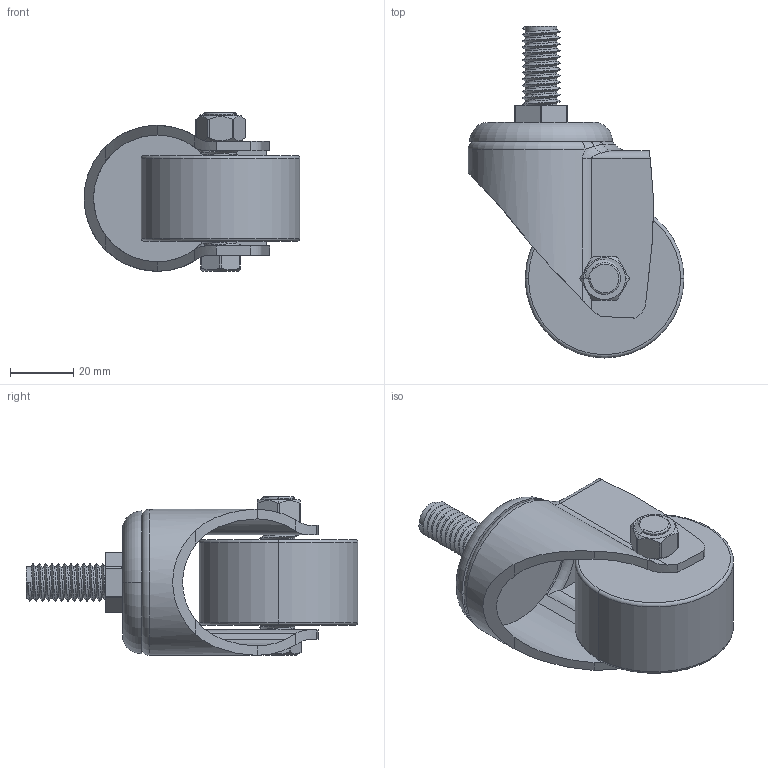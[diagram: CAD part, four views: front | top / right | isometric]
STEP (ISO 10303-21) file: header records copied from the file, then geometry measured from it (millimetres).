
FILE_DESCRIPTION((''),'2;1');
FILE_NAME('2CUN-DZX-LG_ASM','2021-03-25T',('MAYANYAN'),(''),'PRO/ENGINEER BY PARAMETRIC TECHNOLOGY CORPORATION, 2013240','PRO/ENGINEER BY PARAMETRIC TECHNOLOGY CORPORATION, 2013240','');
FILE_SCHEMA(('CONFIG_CONTROL_DESIGN'));
Length unit declared in the file: millimetre
Products named in the file (7): 2CUN-DZX-DIBAN; 2CUN-ZTBAN-DIZX; LUODING-50; LUOMAO-15; LUODING-31X19; LUNZI-50X27; 2CUN-DZX-LG_ASM
Assembly tree (6 placements, depth 2):
  2CUN-DZX-LG_ASM
    2CUN-DZX-DIBAN
    2CUN-ZTBAN-DIZX
    LUODING-50
    LUOMAO-15
    LUODING-31X19
    LUNZI-50X27
Bounding box: 68 x 104.6 x 50 mm (x, y, z)
Volume: 87685.3 mm3; surface area: 32254.1 mm2
Topology: 6 solids, 6 shells, 217 faces, 576 edges, 374 vertices
Faces by surface type: cylinder 106, plane 45, bspline 30, torus 15, cone 12, extrusion 9
Entity records: 13528 total; most frequent: CARTESIAN_POINT 8522, ORIENTED_EDGE 1152, DIRECTION 793, EDGE_CURVE 576, VERTEX_POINT 374, AXIS2_PLACEMENT_3D 293, B_SPLINE_CURVE_WITH_KNOTS 285, EDGE_LOOP 228
